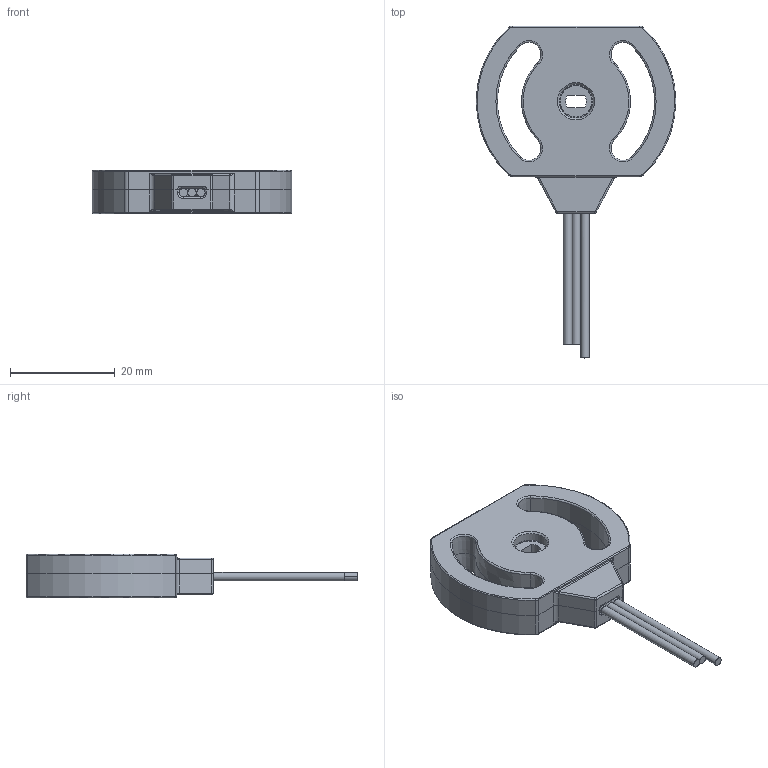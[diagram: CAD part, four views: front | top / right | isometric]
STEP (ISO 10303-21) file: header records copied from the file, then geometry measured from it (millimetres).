
FILE_DESCRIPTION(/* description */ (''),/* implementation_level */ '2;1');
FILE_NAME(/* name */ 'Potentiometer.iam.step',/* time_stamp */ '2020-04-16T23:37:36-04:00',/* author */ ('Jordan'),/* organization */ (''),/* preprocessor_version */ 'ST-DEVELOPER v17',/* originating_system */ 'Autodesk Inventor 2019',/* authorisation */ '');
FILE_SCHEMA (('AUTOMOTIVE_DESIGN { 1 0 10303 214 3 1 1 }'));
Length unit declared in the file: inch
Products named in the file (4): Potentiometer; Front; Back; Sensor
Assembly tree (3 placements, depth 2):
  Potentiometer
    Front
    Back
    Sensor
Bounding box: 38.1 x 63.38 x 8.35 mm (x, y, z)
Volume: 4199.1 mm3; surface area: 8399.9 mm2
Topology: 3 solids, 3 shells, 450 faces, 1158 edges, 741 vertices
Faces by surface type: plane 192, cylinder 94, cone 64, bspline 56, torus 40, sphere 4
Full cylindrical faces by diameter (mm): 1.6 x2, 6 x1, 6.15 x1, 6.5 x1, 8 x1, 8.5 x1, 9 x1, 11.5 x1
Entity records: 18695 total; most frequent: CARTESIAN_POINT 7584, ORIENTED_EDGE 2314, DIRECTION 2255, EDGE_CURVE 1157, AXIS2_PLACEMENT_3D 818, VERTEX_POINT 741, LINE 619, VECTOR 619
